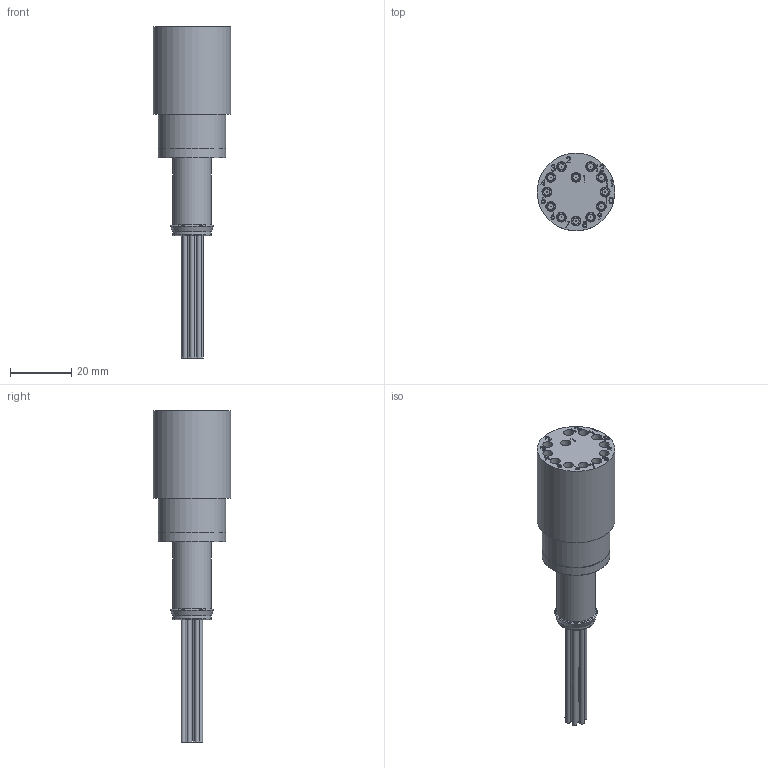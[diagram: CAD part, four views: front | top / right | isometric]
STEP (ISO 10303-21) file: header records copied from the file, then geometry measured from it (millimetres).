
FILE_DESCRIPTION(/* description */ (''),/* implementation_level */ '2;1');
FILE_NAME(/* name */ 'MCPBOF12F.stp',/* time_stamp */ '2022-03-04T11:37:46+01:00',/* author */ ('sh'),/* organization */ (''),/* preprocessor_version */ 'ST-DEVELOPER v17.2',/* originating_system */ 'Autodesk Inventor 2019',/* authorisation */ '');
FILE_SCHEMA (('AUTOMOTIVE_DESIGN { 1 0 10303 214 3 1 1 }'));
Length unit declared in the file: millimetre
Products named in the file (1): 01008770
Bounding box: 25.4 x 25.4 x 108.45 mm (x, y, z)
Volume: 22889.6 mm3; surface area: 9493.1 mm2
Topology: 1 solids, 13 shells, 732 faces, 2125 edges, 1468 vertices
Faces by surface type: plane 343, torus 137, cylinder 113, bspline 78, cone 61
Full cylindrical faces by diameter (mm): 1.473 x12, 2.037 x12, 2.057 x12, 2.743 x12, 3.175 x60, 12.7 x2, 22.149 x2, 25.4 x1
Entity records: 30378 total; most frequent: CARTESIAN_POINT 9668, ORIENTED_EDGE 4250, DIRECTION 4240, EDGE_CURVE 2125, AXIS2_PLACEMENT_3D 1712, VERTEX_POINT 1468, CIRCLE 961, LINE 816
